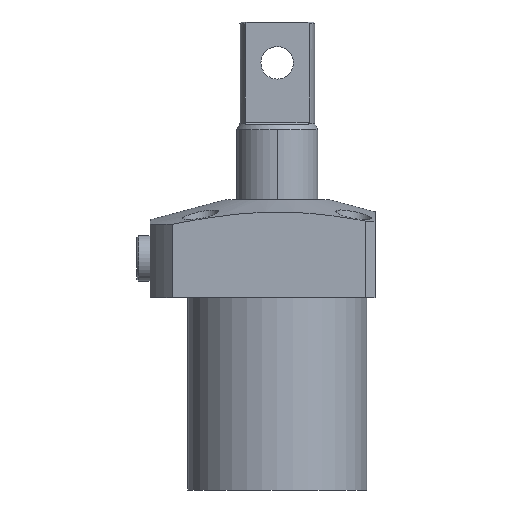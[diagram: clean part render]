
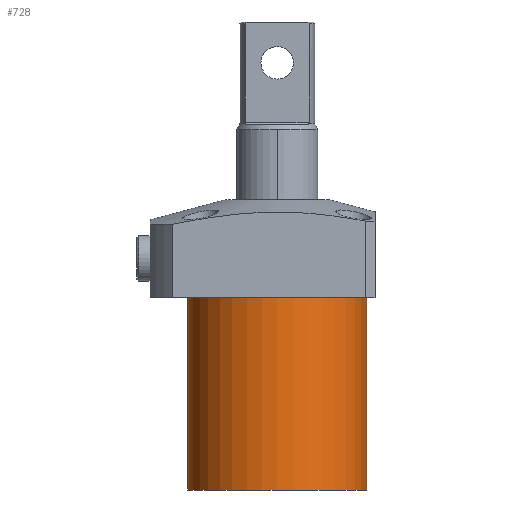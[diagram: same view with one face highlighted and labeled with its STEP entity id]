
A CAD part, front view. The second image highlights one B-rep face of the part: STEP entity #728.
In plain terms, the highlighted cylindrical face has radius 27.5 mm (diameter 55 mm), a partial arc.
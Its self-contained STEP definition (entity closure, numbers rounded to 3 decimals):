
#31 = CARTESIAN_POINT ( 'NONE',  ( 0., 0., -59. ) ) ;
#113 = VERTEX_POINT ( 'NONE', #3099 ) ;
#220 = CYLINDRICAL_SURFACE ( 'NONE', #2241, 27.5 ) ;
#297 = CIRCLE ( 'NONE', #4610, 27.5 ) ;
#361 = ORIENTED_EDGE ( 'NONE', *, *, #2443, .T. ) ;
#439 = ORIENTED_EDGE ( 'NONE', *, *, #887, .T. ) ;
#530 = DIRECTION ( 'NONE',  ( 0., 0., -1. ) ) ;
#533 = VERTEX_POINT ( 'NONE', #4958 ) ;
#660 = CIRCLE ( 'NONE', #1737, 27.5 ) ;
#728 = ADVANCED_FACE ( 'NONE', ( #3133 ), #220, .T. ) ;
#843 = ORIENTED_EDGE ( 'NONE', *, *, #1546, .F. ) ;
#887 = EDGE_CURVE ( 'NONE', #113, #533, #297, .T. ) ;
#976 = CARTESIAN_POINT ( 'NONE',  ( 27.5, 0., -59. ) ) ;
#1469 = DIRECTION ( 'NONE',  ( -1., 0., 0. ) ) ;
#1534 = VECTOR ( 'NONE', #4609, 1000. ) ;
#1546 = EDGE_CURVE ( 'NONE', #4639, #533, #5754, .T. ) ;
#1737 = AXIS2_PLACEMENT_3D ( 'NONE', #3309, #530, #1469 ) ;
#1903 = CARTESIAN_POINT ( 'NONE',  ( -27.5, 0., -59. ) ) ;
#1954 = DIRECTION ( 'NONE',  ( 0., 0., -1. ) ) ;
#2077 = EDGE_CURVE ( 'NONE', #4580, #4639, #660, .T. ) ;
#2241 = AXIS2_PLACEMENT_3D ( 'NONE', #31, #3716, #5141 ) ;
#2443 = EDGE_CURVE ( 'NONE', #4580, #113, #5304, .T. ) ;
#2626 = CARTESIAN_POINT ( 'NONE',  ( 27.5, 0., -59. ) ) ;
#3051 = VECTOR ( 'NONE', #5204, 1000. ) ;
#3099 = CARTESIAN_POINT ( 'NONE',  ( 27.5, 0., 0. ) ) ;
#3133 = FACE_OUTER_BOUND ( 'NONE', #5969, .T. ) ;
#3295 = ORIENTED_EDGE ( 'NONE', *, *, #2077, .F. ) ;
#3309 = CARTESIAN_POINT ( 'NONE',  ( 0., 0., -59. ) ) ;
#3716 = DIRECTION ( 'NONE',  ( 0., 0., 1. ) ) ;
#4272 = CARTESIAN_POINT ( 'NONE',  ( 0., 0., 0. ) ) ;
#4580 = VERTEX_POINT ( 'NONE', #2626 ) ;
#4609 = DIRECTION ( 'NONE',  ( 0., 0., 1. ) ) ;
#4610 = AXIS2_PLACEMENT_3D ( 'NONE', #4272, #1954, #5671 ) ;
#4639 = VERTEX_POINT ( 'NONE', #5086 ) ;
#4958 = CARTESIAN_POINT ( 'NONE',  ( -27.5, 0., 0. ) ) ;
#5086 = CARTESIAN_POINT ( 'NONE',  ( -27.5, 0., -59. ) ) ;
#5141 = DIRECTION ( 'NONE',  ( 1., 0., 0. ) ) ;
#5204 = DIRECTION ( 'NONE',  ( 0., 0., 1. ) ) ;
#5304 = LINE ( 'NONE', #976, #1534 ) ;
#5671 = DIRECTION ( 'NONE',  ( 1., 0., 0. ) ) ;
#5754 = LINE ( 'NONE', #1903, #3051 ) ;
#5969 = EDGE_LOOP ( 'NONE', ( #843, #3295, #361, #439 ) ) ;
